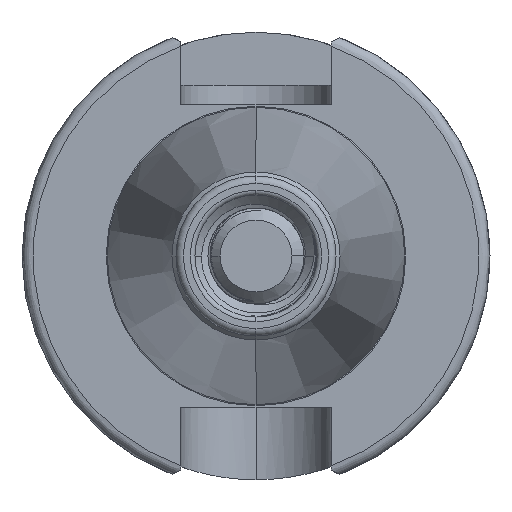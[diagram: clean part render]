
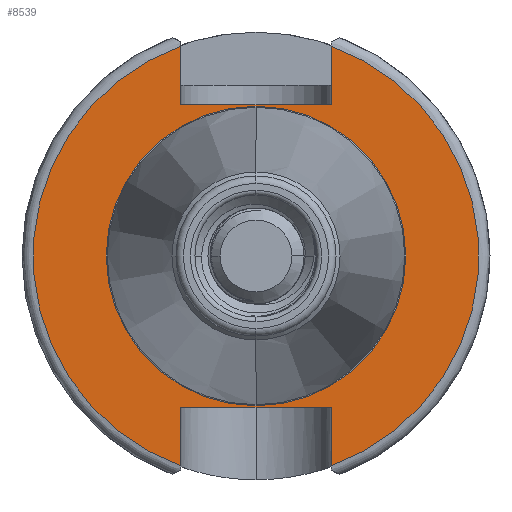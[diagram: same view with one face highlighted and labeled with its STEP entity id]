
A CAD part, left-side view. The second image highlights one B-rep face of the part: STEP entity #8539.
In plain terms, the highlighted planar face has unit normal (-1, 0, 0).
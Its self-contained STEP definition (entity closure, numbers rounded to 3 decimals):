
#55 = VERTEX_POINT ( 'NONE', #3797 ) ;
#62 = VERTEX_POINT ( 'NONE', #3755 ) ;
#67 = VERTEX_POINT ( 'NONE', #3830 ) ;
#68 = VERTEX_POINT ( 'NONE', #3785 ) ;
#72 = VERTEX_POINT ( 'NONE', #3757 ) ;
#76 = VERTEX_POINT ( 'NONE', #3851 ) ;
#89 = VERTEX_POINT ( 'NONE', #3890 ) ;
#91 = VERTEX_POINT ( 'NONE', #3845 ) ;
#131 = EDGE_CURVE ( 'NONE', #55, #62, #12573, .T. ) ;
#172 = EDGE_CURVE ( 'NONE', #72, #76, #12672, .T. ) ;
#173 = AXIS2_PLACEMENT_3D ( 'NONE', #4039, #4028, #4079 ) ;
#180 = EDGE_CURVE ( 'NONE', #67, #76, #12650, .T. ) ;
#204 = EDGE_CURVE ( 'NONE', #62, #91, #12674, .T. ) ;
#208 = EDGE_CURVE ( 'NONE', #68, #67, #12657, .T. ) ;
#209 = EDGE_CURVE ( 'NONE', #91, #89, #12627, .T. ) ;
#210 = EDGE_CURVE ( 'NONE', #12400, #12423, #12677, .T. ) ;
#211 = EDGE_CURVE ( 'NONE', #68, #89, #12662, .T. ) ;
#216 = EDGE_CURVE ( 'NONE', #55, #72, #12652, .T. ) ;
#233 = AXIS2_PLACEMENT_3D ( 'NONE', #4647, #4634, #4675 ) ;
#236 = AXIS2_PLACEMENT_3D ( 'NONE', #4652, #4653, #4656 ) ;
#326 = AXIS2_PLACEMENT_3D ( 'NONE', #2654, #2629, #2630 ) ;
#645 = EDGE_CURVE ( 'NONE', #12423, #12400, #16685, .T. ) ;
#2629 = DIRECTION ( 'NONE',  ( -1., 0., 0. ) ) ;
#2630 = DIRECTION ( 'NONE',  ( 0., 0., 1. ) ) ;
#2654 = CARTESIAN_POINT ( 'NONE',  ( -4., 0., 0. ) ) ;
#3755 = CARTESIAN_POINT ( 'NONE',  ( -4., 8.075, -22.495 ) ) ;
#3757 = CARTESIAN_POINT ( 'NONE',  ( -4., 8.075, 16.2 ) ) ;
#3785 = CARTESIAN_POINT ( 'NONE',  ( -4., -8.075, -22.495 ) ) ;
#3797 = CARTESIAN_POINT ( 'NONE',  ( -4., 8.075, 22.495 ) ) ;
#3830 = CARTESIAN_POINT ( 'NONE',  ( -4., -8.075, 22.495 ) ) ;
#3845 = CARTESIAN_POINT ( 'NONE',  ( -4., 8.075, -16.2 ) ) ;
#3851 = CARTESIAN_POINT ( 'NONE',  ( -4., -8.075, 16.2 ) ) ;
#3890 = CARTESIAN_POINT ( 'NONE',  ( -4., -8.075, -16.2 ) ) ;
#4028 = DIRECTION ( 'NONE',  ( -1., 0., 0. ) ) ;
#4039 = CARTESIAN_POINT ( 'NONE',  ( -4., 0., 0. ) ) ;
#4079 = DIRECTION ( 'NONE',  ( 0., 0., 1. ) ) ;
#4528 = DIRECTION ( 'NONE',  ( 0., -1., 0. ) ) ;
#4533 = CARTESIAN_POINT ( 'NONE',  ( -4., -8.075, 25.1 ) ) ;
#4540 = CARTESIAN_POINT ( 'NONE',  ( -4., -8.075, 16.2 ) ) ;
#4542 = DIRECTION ( 'NONE',  ( 0., 0., -1. ) ) ;
#4634 = DIRECTION ( 'NONE',  ( -1., 0., 0. ) ) ;
#4638 = DIRECTION ( 'NONE',  ( 0., 0., 1. ) ) ;
#4646 = CARTESIAN_POINT ( 'NONE',  ( -4., 8.075, -25.1 ) ) ;
#4647 = CARTESIAN_POINT ( 'NONE',  ( -4., 0., 0. ) ) ;
#4651 = DIRECTION ( 'NONE',  ( 0., -1., 0. ) ) ;
#4652 = CARTESIAN_POINT ( 'NONE',  ( -4., 0., 0. ) ) ;
#4653 = DIRECTION ( 'NONE',  ( -1., 0., 0. ) ) ;
#4656 = DIRECTION ( 'NONE',  ( 0., 0., 1. ) ) ;
#4669 = CARTESIAN_POINT ( 'NONE',  ( -4., -8.075, -16.2 ) ) ;
#4671 = CARTESIAN_POINT ( 'NONE',  ( -4., -8.075, -25.1 ) ) ;
#4675 = DIRECTION ( 'NONE',  ( 0., 0., 1. ) ) ;
#4680 = DIRECTION ( 'NONE',  ( 0., 0., 1. ) ) ;
#4693 = CARTESIAN_POINT ( 'NONE',  ( -4., 8.075, 25.1 ) ) ;
#4704 = DIRECTION ( 'NONE',  ( 0., 0., -1. ) ) ;
#6770 = ORIENTED_EDGE ( 'NONE', *, *, #204, .T. ) ;
#6782 = ORIENTED_EDGE ( 'NONE', *, *, #216, .F. ) ;
#6783 = ORIENTED_EDGE ( 'NONE', *, *, #180, .T. ) ;
#7085 = AXIS2_PLACEMENT_3D ( 'NONE', #9483, #9484, #9485 ) ;
#8539 = ADVANCED_FACE ( 'NONE', ( #15996, #16007 ), #9482, .F. ) ;
#9482 = PLANE ( 'NONE',  #7085 ) ;
#9483 = CARTESIAN_POINT ( 'NONE',  ( -4., 16.062, 0. ) ) ;
#9484 = DIRECTION ( 'NONE',  ( 1., 0., 0. ) ) ;
#9485 = DIRECTION ( 'NONE',  ( 0., 0., -1. ) ) ;
#10316 = EDGE_LOOP ( 'NONE', ( #14163, #6770, #14108, #14101, #14123, #6783, #14009, #6782 ) ) ;
#10364 = EDGE_LOOP ( 'NONE', ( #14115, #14154 ) ) ;
#10502 = CARTESIAN_POINT ( 'NONE',  ( -4., 0., 16.062 ) ) ;
#10574 = CARTESIAN_POINT ( 'NONE',  ( -4., 0., -16.062 ) ) ;
#12400 = VERTEX_POINT ( 'NONE', #10502 ) ;
#12423 = VERTEX_POINT ( 'NONE', #10574 ) ;
#12573 = CIRCLE ( 'NONE', #173, 23.9 ) ;
#12627 = LINE ( 'NONE', #4669, #12642 ) ;
#12633 = VECTOR ( 'NONE', #4704, 1000. ) ;
#12639 = VECTOR ( 'NONE', #4542, 1000. ) ;
#12640 = VECTOR ( 'NONE', #4638, 1000. ) ;
#12642 = VECTOR ( 'NONE', #4651, 1000. ) ;
#12650 = LINE ( 'NONE', #4533, #12639 ) ;
#12652 = LINE ( 'NONE', #4693, #12633 ) ;
#12657 = CIRCLE ( 'NONE', #233, 23.9 ) ;
#12662 = LINE ( 'NONE', #4671, #12680 ) ;
#12672 = LINE ( 'NONE', #4540, #12673 ) ;
#12673 = VECTOR ( 'NONE', #4528, 1000. ) ;
#12674 = LINE ( 'NONE', #4646, #12640 ) ;
#12677 = CIRCLE ( 'NONE', #236, 16.062 ) ;
#12680 = VECTOR ( 'NONE', #4680, 1000. ) ;
#14009 = ORIENTED_EDGE ( 'NONE', *, *, #172, .F. ) ;
#14101 = ORIENTED_EDGE ( 'NONE', *, *, #211, .F. ) ;
#14108 = ORIENTED_EDGE ( 'NONE', *, *, #209, .T. ) ;
#14115 = ORIENTED_EDGE ( 'NONE', *, *, #210, .F. ) ;
#14123 = ORIENTED_EDGE ( 'NONE', *, *, #208, .T. ) ;
#14154 = ORIENTED_EDGE ( 'NONE', *, *, #645, .F. ) ;
#14163 = ORIENTED_EDGE ( 'NONE', *, *, #131, .T. ) ;
#15996 = FACE_OUTER_BOUND ( 'NONE', #10316, .T. ) ;
#16007 = FACE_BOUND ( 'NONE', #10364, .T. ) ;
#16685 = CIRCLE ( 'NONE', #326, 16.062 ) ;
